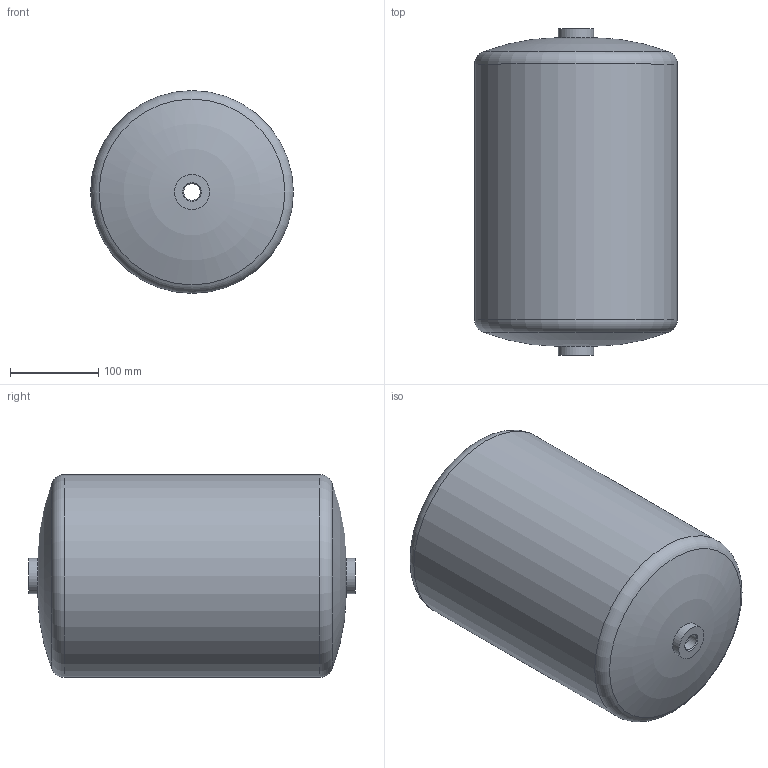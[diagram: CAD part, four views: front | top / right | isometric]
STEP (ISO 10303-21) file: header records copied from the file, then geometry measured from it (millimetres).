
FILE_DESCRIPTION(/* description */ ('Unknown'),/* implementation_level */ '2;1');
FILE_NAME(/* name */ '050012',/* time_stamp */ '2019-02-21T10:12:57+01:00',/* author */ ('Unknown'),/* organization */ ('Unknown'),/* preprocessor_version */ 'ST-DEVELOPER v16.7',/* originating_system */ 'DEX',/* authorisation */ $);
FILE_SCHEMA (('CONFIG_CONTROL_DESIGN'));
Length unit declared in the file: millimetre
Products named in the file (1): 050012
Bounding box: 230 x 370 x 230 mm (x, y, z)
Volume: 623570 mm3; surface area: 607812.3 mm2
Topology: 1 solids, 1 shells, 20 faces, 41 edges, 25 vertices
Faces by surface type: torus 8, cylinder 6, plane 4, cone 2
Full cylindrical faces by diameter (mm): 18.63 x2, 40 x2, 226 x1, 230 x1
Entity records: 572 total; most frequent: DIRECTION 82, CARTESIAN_POINT 61, AXIS2_PLACEMENT_3D 41, ORIENTED_EDGE 40, EDGE_LOOP 40, FACE_BOUND 40, EDGE_CURVE 20, VERTEX_POINT 20
